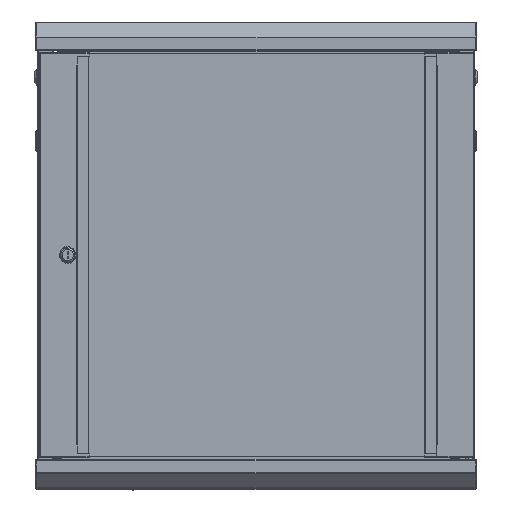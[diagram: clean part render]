
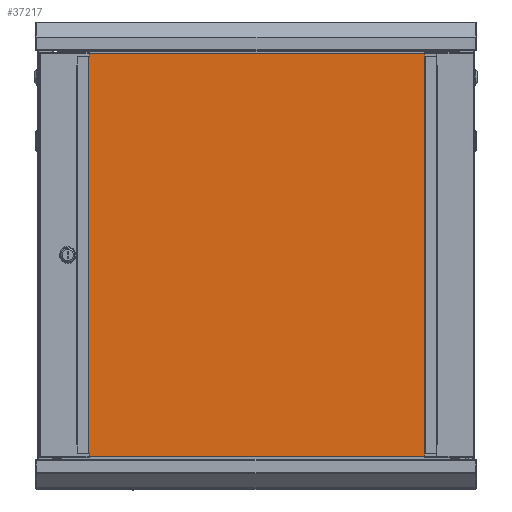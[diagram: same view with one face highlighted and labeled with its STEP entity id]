
A CAD part, top view. The second image highlights one B-rep face of the part: STEP entity #37217.
In plain terms, the highlighted planar face has unit normal (0, 0, 1).
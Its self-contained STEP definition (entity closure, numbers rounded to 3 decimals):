
#2826 = VECTOR ( 'NONE', #55159, 1000. ) ;
#6366 = CARTESIAN_POINT ( 'NONE',  ( -245.5, 341.6, 5. ) ) ;
#7011 = EDGE_CURVE ( 'NONE', #25422, #38634, #37189, .T. ) ;
#7646 = FACE_OUTER_BOUND ( 'NONE', #9748, .T. ) ;
#8970 = LINE ( 'NONE', #43389, #2826 ) ;
#9748 = EDGE_LOOP ( 'NONE', ( #71501, #41670, #70379, #55008 ) ) ;
#13996 = VECTOR ( 'NONE', #27537, 1000. ) ;
#15774 = LINE ( 'NONE', #61208, #13996 ) ;
#19470 = CARTESIAN_POINT ( 'NONE',  ( 245.5, 341.6, 5. ) ) ;
#19709 = DIRECTION ( 'NONE',  ( -1., 0., 0. ) ) ;
#20123 = DIRECTION ( 'NONE',  ( 0., 0., -1. ) ) ;
#25049 = CARTESIAN_POINT ( 'NONE',  ( 245.5, -208.25, 5. ) ) ;
#25422 = VERTEX_POINT ( 'NONE', #69619 ) ;
#26627 = DIRECTION ( 'NONE',  ( 0., 1., 0. ) ) ;
#27537 = DIRECTION ( 'NONE',  ( 1., 0., 0. ) ) ;
#27723 = VECTOR ( 'NONE', #26627, 1000. ) ;
#37189 = LINE ( 'NONE', #55383, #27723 ) ;
#37217 = ADVANCED_FACE ( 'NONE', ( #7646 ), #43558, .F. ) ;
#37482 = LINE ( 'NONE', #25049, #57235 ) ;
#38634 = VERTEX_POINT ( 'NONE', #6366 ) ;
#39032 = VERTEX_POINT ( 'NONE', #70236 ) ;
#41670 = ORIENTED_EDGE ( 'NONE', *, *, #7011, .F. ) ;
#42080 = DIRECTION ( 'NONE',  ( -1., 0., 0. ) ) ;
#43389 = CARTESIAN_POINT ( 'NONE',  ( 245.5, 208.25, 5. ) ) ;
#43558 = PLANE ( 'NONE',  #71504 ) ;
#46720 = EDGE_CURVE ( 'NONE', #39032, #25422, #37482, .T. ) ;
#55008 = ORIENTED_EDGE ( 'NONE', *, *, #63252, .F. ) ;
#55159 = DIRECTION ( 'NONE',  ( 0., -1., 0. ) ) ;
#55383 = CARTESIAN_POINT ( 'NONE',  ( -245.5, 208.25, 5. ) ) ;
#57235 = VECTOR ( 'NONE', #19709, 1000. ) ;
#59878 = CARTESIAN_POINT ( 'NONE',  ( 245.5, 208.25, 5. ) ) ;
#61208 = CARTESIAN_POINT ( 'NONE',  ( 245.5, 341.6, 5. ) ) ;
#63252 = EDGE_CURVE ( 'NONE', #65123, #39032, #8970, .T. ) ;
#65123 = VERTEX_POINT ( 'NONE', #19470 ) ;
#69619 = CARTESIAN_POINT ( 'NONE',  ( -245.5, -208.25, 5. ) ) ;
#70236 = CARTESIAN_POINT ( 'NONE',  ( 245.5, -208.25, 5. ) ) ;
#70379 = ORIENTED_EDGE ( 'NONE', *, *, #46720, .F. ) ;
#71501 = ORIENTED_EDGE ( 'NONE', *, *, #72872, .F. ) ;
#71504 = AXIS2_PLACEMENT_3D ( 'NONE', #59878, #20123, #42080 ) ;
#72872 = EDGE_CURVE ( 'NONE', #38634, #65123, #15774, .T. ) ;
